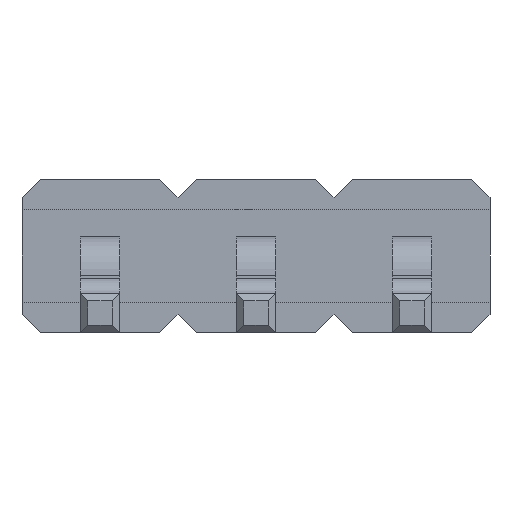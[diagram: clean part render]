
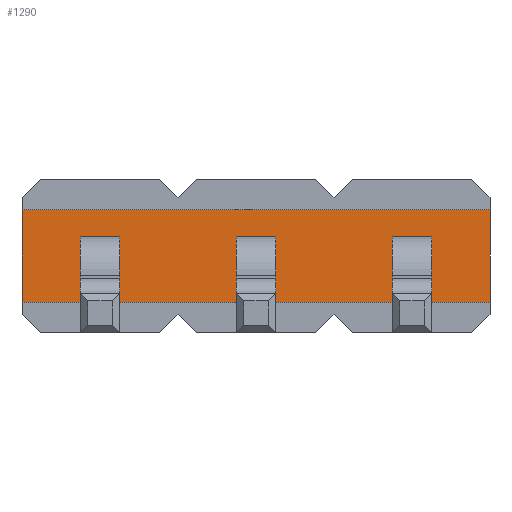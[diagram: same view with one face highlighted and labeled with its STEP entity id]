
A CAD part, front view. The second image highlights one B-rep face of the part: STEP entity #1290.
In plain terms, the highlighted face is planar.
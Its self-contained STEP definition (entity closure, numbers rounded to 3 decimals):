
#259=ORIENTED_EDGE('',*,*,#545,.T.);
#260=ORIENTED_EDGE('',*,*,#546,.T.);
#261=ORIENTED_EDGE('',*,*,#547,.T.);
#262=ORIENTED_EDGE('',*,*,#548,.T.);
#263=ORIENTED_EDGE('',*,*,#549,.T.);
#264=ORIENTED_EDGE('',*,*,#550,.T.);
#265=ORIENTED_EDGE('',*,*,#551,.T.);
#266=ORIENTED_EDGE('',*,*,#552,.T.);
#267=ORIENTED_EDGE('',*,*,#553,.T.);
#268=ORIENTED_EDGE('',*,*,#554,.T.);
#269=ORIENTED_EDGE('',*,*,#555,.T.);
#270=ORIENTED_EDGE('',*,*,#556,.T.);
#271=ORIENTED_EDGE('',*,*,#525,.T.);
#272=ORIENTED_EDGE('',*,*,#557,.F.);
#273=ORIENTED_EDGE('',*,*,#536,.F.);
#274=ORIENTED_EDGE('',*,*,#558,.T.);
#525=EDGE_CURVE('',#674,#673,#811,.T.);
#536=EDGE_CURVE('',#681,#682,#822,.T.);
#545=EDGE_CURVE('',#685,#686,#831,.T.);
#546=EDGE_CURVE('',#686,#687,#832,.T.);
#547=EDGE_CURVE('',#687,#688,#833,.T.);
#548=EDGE_CURVE('',#688,#685,#834,.T.);
#549=EDGE_CURVE('',#689,#690,#835,.T.);
#550=EDGE_CURVE('',#690,#691,#836,.T.);
#551=EDGE_CURVE('',#691,#692,#837,.T.);
#552=EDGE_CURVE('',#692,#689,#838,.T.);
#553=EDGE_CURVE('',#693,#694,#839,.T.);
#554=EDGE_CURVE('',#694,#695,#840,.T.);
#555=EDGE_CURVE('',#695,#696,#841,.T.);
#556=EDGE_CURVE('',#696,#693,#842,.T.);
#557=EDGE_CURVE('',#682,#673,#843,.T.);
#558=EDGE_CURVE('',#681,#674,#844,.T.);
#673=VERTEX_POINT('',#2003);
#674=VERTEX_POINT('',#2005);
#681=VERTEX_POINT('',#2024);
#682=VERTEX_POINT('',#2026);
#685=VERTEX_POINT('',#2040);
#686=VERTEX_POINT('',#2041);
#687=VERTEX_POINT('',#2043);
#688=VERTEX_POINT('',#2045);
#689=VERTEX_POINT('',#2048);
#690=VERTEX_POINT('',#2049);
#691=VERTEX_POINT('',#2051);
#692=VERTEX_POINT('',#2053);
#693=VERTEX_POINT('',#2056);
#694=VERTEX_POINT('',#2057);
#695=VERTEX_POINT('',#2059);
#696=VERTEX_POINT('',#2061);
#811=LINE('',#2004,#981);
#822=LINE('',#2025,#992);
#831=LINE('',#2039,#1001);
#832=LINE('',#2042,#1002);
#833=LINE('',#2044,#1003);
#834=LINE('',#2046,#1004);
#835=LINE('',#2047,#1005);
#836=LINE('',#2050,#1006);
#837=LINE('',#2052,#1007);
#838=LINE('',#2054,#1008);
#839=LINE('',#2055,#1009);
#840=LINE('',#2058,#1010);
#841=LINE('',#2060,#1011);
#842=LINE('',#2062,#1012);
#843=LINE('',#2063,#1013);
#844=LINE('',#2064,#1014);
#981=VECTOR('',#1625,1000.);
#992=VECTOR('',#1640,1000.);
#1001=VECTOR('',#1653,1000.);
#1002=VECTOR('',#1654,1000.);
#1003=VECTOR('',#1655,1000.);
#1004=VECTOR('',#1656,1000.);
#1005=VECTOR('',#1657,1000.);
#1006=VECTOR('',#1658,1000.);
#1007=VECTOR('',#1659,1000.);
#1008=VECTOR('',#1660,1000.);
#1009=VECTOR('',#1661,1000.);
#1010=VECTOR('',#1662,1000.);
#1011=VECTOR('',#1663,1000.);
#1012=VECTOR('',#1664,1000.);
#1013=VECTOR('',#1665,1000.);
#1014=VECTOR('',#1666,1000.);
#1079=EDGE_LOOP('',(#259,#260,#261,#262));
#1080=EDGE_LOOP('',(#263,#264,#265,#266));
#1081=EDGE_LOOP('',(#267,#268,#269,#270));
#1082=EDGE_LOOP('',(#271,#272,#273,#274));
#1155=FACE_BOUND('',#1079,.T.);
#1156=FACE_BOUND('',#1080,.T.);
#1157=FACE_BOUND('',#1081,.T.);
#1158=FACE_BOUND('',#1082,.T.);
#1222=PLANE('',#1395);
#1290=ADVANCED_FACE('',(#1155,#1156,#1157,#1158),#1222,.F.);
#1395=AXIS2_PLACEMENT_3D('',#2038,#1651,#1652);
#1625=DIRECTION('',(0.,1.,0.));
#1640=DIRECTION('',(0.,1.,0.));
#1651=DIRECTION('',(0.,0.,1.));
#1652=DIRECTION('',(1.,0.,0.));
#1653=DIRECTION('',(-1.,0.,0.));
#1654=DIRECTION('',(0.,-1.,0.));
#1655=DIRECTION('',(1.,0.,0.));
#1656=DIRECTION('',(0.,1.,0.));
#1657=DIRECTION('',(-1.,0.,0.));
#1658=DIRECTION('',(0.,-1.,0.));
#1659=DIRECTION('',(1.,0.,0.));
#1660=DIRECTION('',(0.,1.,0.));
#1661=DIRECTION('',(-1.,0.,0.));
#1662=DIRECTION('',(0.,-1.,0.));
#1663=DIRECTION('',(1.,0.,0.));
#1664=DIRECTION('',(0.,1.,0.));
#1665=DIRECTION('',(-1.,0.,0.));
#1666=DIRECTION('',(-1.,0.,0.));
#2003=CARTESIAN_POINT('',(0.,2.,-2.04));
#2004=CARTESIAN_POINT('',(0.,0.5,-2.04));
#2005=CARTESIAN_POINT('',(0.,0.5,-2.04));
#2024=CARTESIAN_POINT('',(7.62,0.5,-2.04));
#2025=CARTESIAN_POINT('',(7.62,0.5,-2.04));
#2026=CARTESIAN_POINT('',(7.62,2.,-2.04));
#2038=CARTESIAN_POINT('',(7.62,0.5,-2.04));
#2039=CARTESIAN_POINT('',(7.62,1.57,-2.04));
#2040=CARTESIAN_POINT('',(4.13,1.57,-2.04));
#2041=CARTESIAN_POINT('',(3.49,1.57,-2.04));
#2042=CARTESIAN_POINT('',(3.49,0.5,-2.04));
#2043=CARTESIAN_POINT('',(3.49,0.93,-2.04));
#2044=CARTESIAN_POINT('',(7.62,0.93,-2.04));
#2045=CARTESIAN_POINT('',(4.13,0.93,-2.04));
#2046=CARTESIAN_POINT('',(4.13,0.5,-2.04));
#2047=CARTESIAN_POINT('',(7.62,1.57,-2.04));
#2048=CARTESIAN_POINT('',(6.67,1.57,-2.04));
#2049=CARTESIAN_POINT('',(6.03,1.57,-2.04));
#2050=CARTESIAN_POINT('',(6.03,0.5,-2.04));
#2051=CARTESIAN_POINT('',(6.03,0.93,-2.04));
#2052=CARTESIAN_POINT('',(7.62,0.93,-2.04));
#2053=CARTESIAN_POINT('',(6.67,0.93,-2.04));
#2054=CARTESIAN_POINT('',(6.67,0.5,-2.04));
#2055=CARTESIAN_POINT('',(7.62,1.57,-2.04));
#2056=CARTESIAN_POINT('',(1.59,1.57,-2.04));
#2057=CARTESIAN_POINT('',(0.95,1.57,-2.04));
#2058=CARTESIAN_POINT('',(0.95,0.5,-2.04));
#2059=CARTESIAN_POINT('',(0.95,0.93,-2.04));
#2060=CARTESIAN_POINT('',(7.62,0.93,-2.04));
#2061=CARTESIAN_POINT('',(1.59,0.93,-2.04));
#2062=CARTESIAN_POINT('',(1.59,0.5,-2.04));
#2063=CARTESIAN_POINT('',(7.62,2.,-2.04));
#2064=CARTESIAN_POINT('',(7.62,0.5,-2.04));
